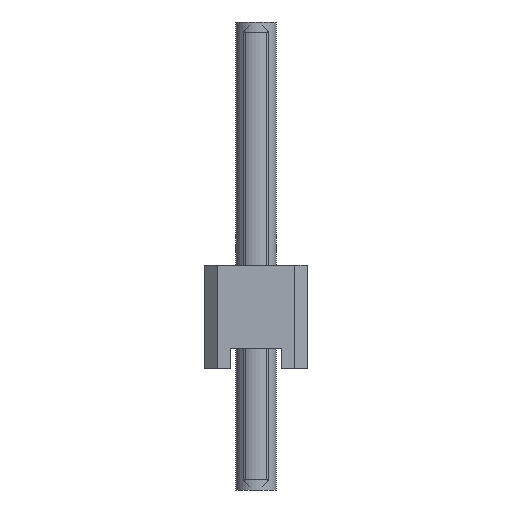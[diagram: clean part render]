
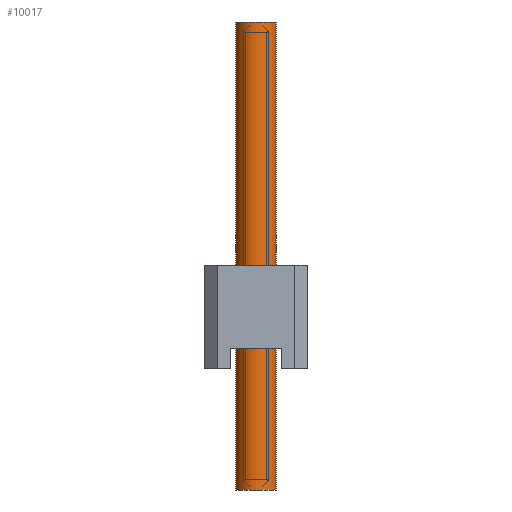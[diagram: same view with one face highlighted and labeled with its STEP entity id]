
A CAD part, left-side view. The second image highlights one B-rep face of the part: STEP entity #10017.
In plain terms, the highlighted cylindrical face has radius 0.5 mm (diameter 1 mm), a full revolution.
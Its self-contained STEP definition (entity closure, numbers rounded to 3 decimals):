
#159=CIRCLE('',#10572,0.5);
#160=CIRCLE('',#10573,0.5);
#444=CYLINDRICAL_SURFACE('',#10571,0.5);
#693=ORIENTED_EDGE('',*,*,#3635,.F.);
#694=ORIENTED_EDGE('',*,*,#3636,.T.);
#3635=EDGE_CURVE('',#5115,#5115,#159,.T.);
#3636=EDGE_CURVE('',#5116,#5116,#160,.T.);
#5115=VERTEX_POINT('',#14330);
#5116=VERTEX_POINT('',#14332);
#8511=EDGE_LOOP('',(#693));
#8512=EDGE_LOOP('',(#694));
#9083=FACE_BOUND('',#8511,.T.);
#9084=FACE_BOUND('',#8512,.T.);
#10017=ADVANCED_FACE('',(#9083,#9084),#444,.F.);
#10571=AXIS2_PLACEMENT_3D('',#14328,#11467,#11468);
#10572=AXIS2_PLACEMENT_3D('',#14329,#11469,#11470);
#10573=AXIS2_PLACEMENT_3D('',#14331,#11471,#11472);
#11467=DIRECTION('',(0.,0.,1.));
#11468=DIRECTION('',(1.,0.,0.));
#11469=DIRECTION('',(0.,0.,-1.));
#11470=DIRECTION('',(1.,0.,0.));
#11471=DIRECTION('',(0.,0.,-1.));
#11472=DIRECTION('',(1.,0.,0.));
#14328=CARTESIAN_POINT('',(0.,0.,0.));
#14329=CARTESIAN_POINT('',(0.,0.,11.54));
#14330=CARTESIAN_POINT('',(0.5,0.,11.54));
#14331=CARTESIAN_POINT('',(0.,0.,0.));
#14332=CARTESIAN_POINT('',(0.5,0.,0.));
